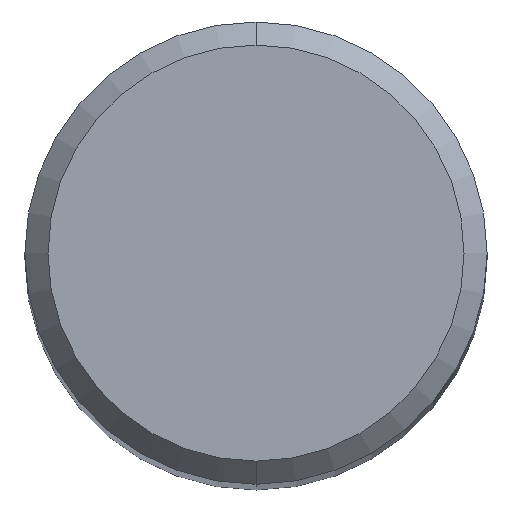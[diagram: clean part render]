
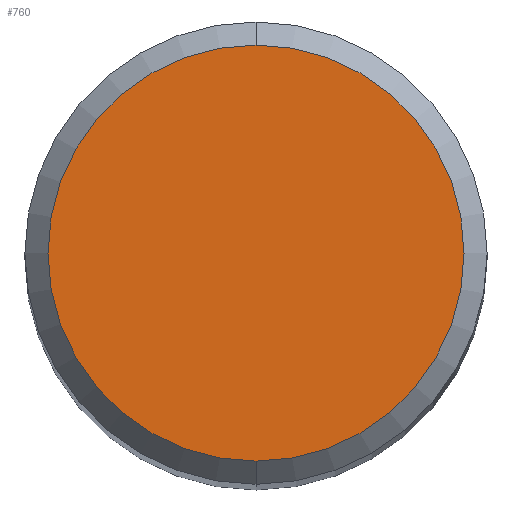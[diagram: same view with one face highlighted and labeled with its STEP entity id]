
A CAD part, top view. The second image highlights one B-rep face of the part: STEP entity #760.
In plain terms, the highlighted planar face has unit normal (0, 0, 1).
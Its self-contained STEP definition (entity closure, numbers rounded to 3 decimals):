
#332=VERTEX_POINT('',#898);
#416=VERTEX_POINT('',#992);
#476=EDGE_CURVE('',#416,#332,#1059,.T.);
#544=EDGE_CURVE('',#332,#416,#1133,.T.);
#760=ADVANCED_FACE('',(#1368),#1369,.T.);
#898=CARTESIAN_POINT('',(0.0,3.6,0.0));
#992=CARTESIAN_POINT('',(0.,-3.6,0.0));
#1059=CIRCLE('',#3184,3.6);
#1133=CIRCLE('',#3945,3.6);
#1368=FACE_OUTER_BOUND('',#5369,.T.);
#1369=PLANE('',#5370);
#3184=AXIS2_PLACEMENT_3D('',#5974,#5975,#5976);
#3945=AXIS2_PLACEMENT_3D('',#6052,#6053,#6054);
#5369=EDGE_LOOP('',(#6279,#6280));
#5370=AXIS2_PLACEMENT_3D('',#6281,#6282,#6283);
#5974=CARTESIAN_POINT('',(0.0,0.0,0.0));
#5975=DIRECTION('',(0.0,0.0,-1.0));
#5976=DIRECTION('',(0.0,1.0,0.0));
#6052=CARTESIAN_POINT('',(0.0,0.0,0.0));
#6053=DIRECTION('',(0.0,0.0,-1.0));
#6054=DIRECTION('',(0.0,1.0,0.0));
#6279=ORIENTED_EDGE('',*,*,#544,.F.);
#6280=ORIENTED_EDGE('',*,*,#476,.F.);
#6281=CARTESIAN_POINT('',(0.0,1.8,0.0));
#6282=DIRECTION('',(-0.0,0.0,1.0));
#6283=DIRECTION('',(0.0,-1.0,0.0));
